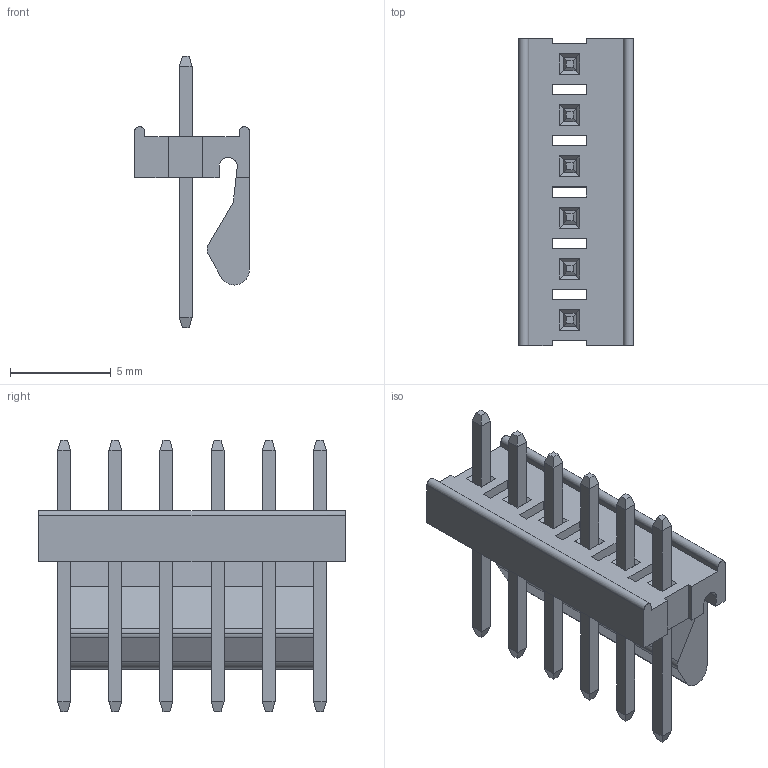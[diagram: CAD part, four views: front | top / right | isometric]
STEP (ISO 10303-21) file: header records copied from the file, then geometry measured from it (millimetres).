
FILE_DESCRIPTION( ('This file contains a STEP AP42 implementation' ,'as created by ZW3D STEP Interface translator.') ,'2;1' );
FILE_NAME( 'WF2544-WSXXXX01.stp' ,'23 426.15 922', (''), ('ZWCAD Software Co.'), 'Version 1.0', 'ZW3D to STEP translator', '' );
FILE_SCHEMA(('AUTOMOTIVE_DESIGN { 1 0 10303 214 1 1 1 1 }'));
Length unit declared in the file: millimetre
Products named in the file (2): 0; WF2544-WSXXXX01
Bounding box: 5.7 x 15.24 x 13.5 mm (x, y, z)
Volume: 279.7 mm3; surface area: 677.5 mm2
Topology: 1 solids, 1 shells, 183 faces, 446 edges, 277 vertices
Faces by surface type: plane 177, bspline 6
Entity records: 6941 total; most frequent: CARTESIAN_POINT 3302, ORIENTED_EDGE 892, EDGE_CURVE 446, B_SPLINE_CURVE_WITH_KNOTS 421, DIRECTION 381, VERTEX_POINT 277, EDGE_LOOP 205, FACE_OUTER_BOUND 183
